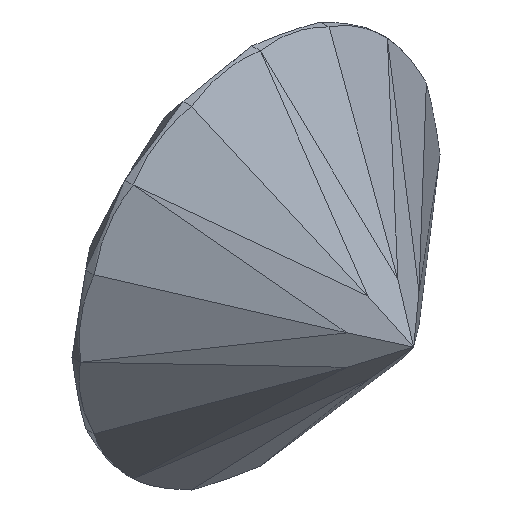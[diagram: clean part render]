
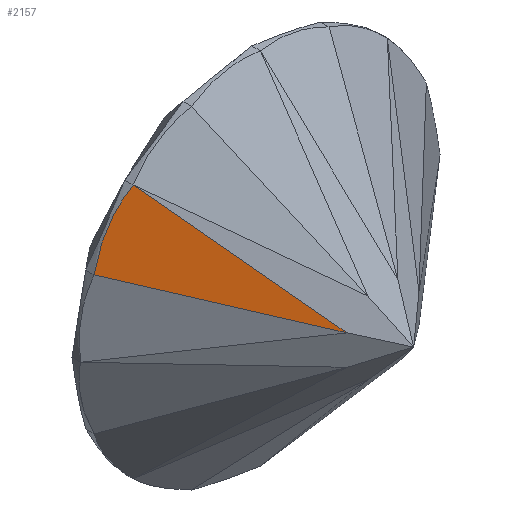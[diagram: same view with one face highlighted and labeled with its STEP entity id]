
A CAD part, isometric view. The second image highlights one B-rep face of the part: STEP entity #2157.
In plain terms, the highlighted free-form (B-spline) face has degree [1, 1] with [2, 2] control points.
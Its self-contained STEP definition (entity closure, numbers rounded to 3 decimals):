
#207 = VERTEX_POINT('',#208);
#208 = CARTESIAN_POINT('',(-0.285,-1.008,0.118
    ));
#213 = EDGE_CURVE('',#214,#207,#216,.T.);
#214 = VERTEX_POINT('',#215);
#215 = CARTESIAN_POINT('',(-1.007,-0.035,
    1.007));
#216 = B_SPLINE_CURVE_WITH_KNOTS('',1,(#217,#218),.UNSPECIFIED.,.F.,.F.,
  (2,2),(0.,1.583),.PIECEWISE_BEZIER_KNOTS.);
#217 = CARTESIAN_POINT('',(-1.007,-0.035,
    1.007));
#218 = CARTESIAN_POINT('',(-0.285,-1.008,0.118
    ));
#610 = VERTEX_POINT('',#611);
#611 = CARTESIAN_POINT('',(-1.316,-0.035,
    0.545));
#686 = EDGE_CURVE('',#610,#214,#687,.T.);
#687 = B_SPLINE_CURVE_WITH_KNOTS('',3,(#688,#689,#690,#691,#692,#693,
    #694),.UNSPECIFIED.,.F.,.F.,(4,1,1,1,4),(0.,0.25,0.5,0.75,1.),
  .QUASI_UNIFORM_KNOTS.);
#688 = CARTESIAN_POINT('',(-1.316,-0.035,
    0.545));
#689 = CARTESIAN_POINT('',(-1.299,-0.027,
    0.588));
#690 = CARTESIAN_POINT('',(-1.259,-0.015,
    0.672));
#691 = CARTESIAN_POINT('',(-1.187,-0.009,
    0.793));
#692 = CARTESIAN_POINT('',(-1.103,-0.015,
    0.906));
#693 = CARTESIAN_POINT('',(-1.04,-0.027,
    0.975));
#694 = CARTESIAN_POINT('',(-1.007,-0.035,
    1.007));
#2157 = ADVANCED_FACE('',(#2158),#2167,.F.);
#2158 = FACE_BOUND('',#2159,.F.);
#2159 = EDGE_LOOP('',(#2160,#2165,#2166));
#2160 = ORIENTED_EDGE('',*,*,#2161,.T.);
#2161 = EDGE_CURVE('',#207,#610,#2162,.T.);
#2162 = B_SPLINE_CURVE_WITH_KNOTS('',1,(#2163,#2164),.UNSPECIFIED.,.F.,
  .F.,(2,2),(0.,1.559),.PIECEWISE_BEZIER_KNOTS.);
#2163 = CARTESIAN_POINT('',(-0.285,-1.008,
    0.118));
#2164 = CARTESIAN_POINT('',(-1.316,-0.035,
    0.545));
#2165 = ORIENTED_EDGE('',*,*,#686,.T.);
#2166 = ORIENTED_EDGE('',*,*,#213,.T.);
#2167 = B_SPLINE_SURFACE_WITH_KNOTS('',1,1,(
    (#2168,#2169)
    ,(#2170,#2171
    )),.UNSPECIFIED.,.F.,.F.,.F.,(2,2),(2,2),(-0.786,
    0.783),(-0.289,0.289),
  .PIECEWISE_BEZIER_KNOTS.);
#2168 = CARTESIAN_POINT('',(-1.071,0.025,
    1.034));
#2169 = CARTESIAN_POINT('',(-1.323,-0.028,
    0.548));
#2170 = CARTESIAN_POINT('',(-0.033,-0.954,
    0.604));
#2171 = CARTESIAN_POINT('',(-0.285,-1.008,
    0.118));
